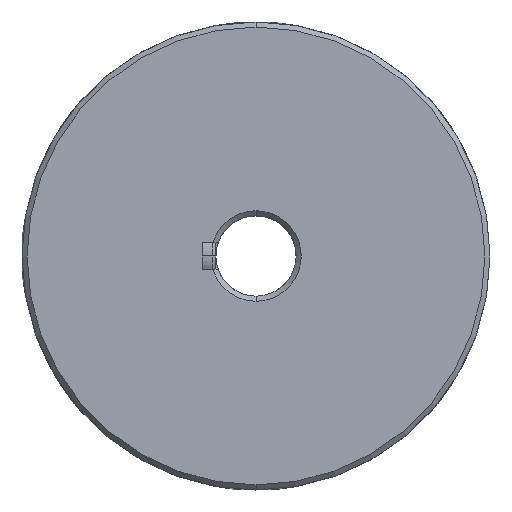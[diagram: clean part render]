
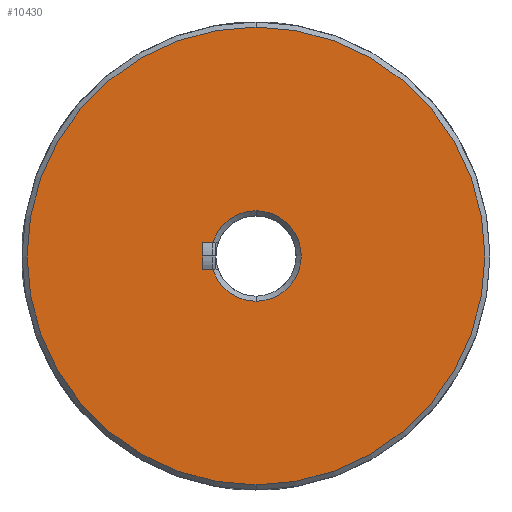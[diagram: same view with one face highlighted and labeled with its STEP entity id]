
A CAD part, left-side view. The second image highlights one B-rep face of the part: STEP entity #10430.
In plain terms, the highlighted planar face has unit normal (-1, 0, 0).
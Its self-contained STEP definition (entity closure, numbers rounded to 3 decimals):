
#226 = EDGE_LOOP ( 'NONE', ( #10747, #10748, #10749, #10750, #10751, #10752 ) ) ;
#228 = EDGE_LOOP ( 'NONE', ( #10753, #10754 ) ) ;
#455 = CARTESIAN_POINT ( 'NONE',  ( -25., 0., 3.381 ) ) ;
#456 = CARTESIAN_POINT ( 'NONE',  ( -25., 3.23, 1. ) ) ;
#458 = CARTESIAN_POINT ( 'NONE',  ( -25., 0., -3.381 ) ) ;
#459 = CARTESIAN_POINT ( 'NONE',  ( -25., 0., 17.119 ) ) ;
#460 = CARTESIAN_POINT ( 'NONE',  ( -25., 0., -17.119 ) ) ;
#2050 = AXIS2_PLACEMENT_3D ( 'NONE', #6277, #6278, #6279 ) ;
#2100 = AXIS2_PLACEMENT_3D ( 'NONE', #6509, #6512, #6513 ) ;
#2153 = AXIS2_PLACEMENT_3D ( 'NONE', #7168, #7173, #7174 ) ;
#2155 = AXIS2_PLACEMENT_3D ( 'NONE', #7180, #7182, #7183 ) ;
#4205 = CARTESIAN_POINT ( 'NONE',  ( -25., 4., -1. ) ) ;
#4206 = CARTESIAN_POINT ( 'NONE',  ( -25., 3.23, -1. ) ) ;
#4207 = CARTESIAN_POINT ( 'NONE',  ( -25., 4., 1. ) ) ;
#5774 = CIRCLE ( 'NONE', #2050, 3.381 ) ;
#5850 = FACE_BOUND ( 'NONE', #226, .T. ) ;
#5853 = FACE_OUTER_BOUND ( 'NONE', #228, .T. ) ;
#6011 = CIRCLE ( 'NONE', #2153, 3.381 ) ;
#6017 = CIRCLE ( 'NONE', #2155, 17.119 ) ;
#6083 = CIRCLE ( 'NONE', #7641, 3.381 ) ;
#6091 = LINE ( 'NONE', #7481, #6092 ) ;
#6092 = VECTOR ( 'NONE', #7482, 1000. ) ;
#6093 = LINE ( 'NONE', #7483, #6094 ) ;
#6094 = VECTOR ( 'NONE', #7484, 1000. ) ;
#6095 = LINE ( 'NONE', #7485, #6096 ) ;
#6096 = VECTOR ( 'NONE', #7486, 1000. ) ;
#6098 = CIRCLE ( 'NONE', #7640, 17.119 ) ;
#6277 = CARTESIAN_POINT ( 'NONE',  ( -25., 0., 0. ) ) ;
#6278 = DIRECTION ( 'NONE',  ( -1., 0., 0. ) ) ;
#6279 = DIRECTION ( 'NONE',  ( 0., 0., -1. ) ) ;
#6509 = CARTESIAN_POINT ( 'NONE',  ( -25., 0., 0. ) ) ;
#6510 = PLANE ( 'NONE',  #2100 ) ;
#6512 = DIRECTION ( 'NONE',  ( -1., 0., 0. ) ) ;
#6513 = DIRECTION ( 'NONE',  ( 0., 0., -1. ) ) ;
#7168 = CARTESIAN_POINT ( 'NONE',  ( -25., 0., 0. ) ) ;
#7173 = DIRECTION ( 'NONE',  ( -1., 0., 0. ) ) ;
#7174 = DIRECTION ( 'NONE',  ( 0., 0., -1. ) ) ;
#7180 = CARTESIAN_POINT ( 'NONE',  ( -25., 0., 0. ) ) ;
#7182 = DIRECTION ( 'NONE',  ( 1., 0., 0. ) ) ;
#7183 = DIRECTION ( 'NONE',  ( 0., 0., -1. ) ) ;
#7434 = CARTESIAN_POINT ( 'NONE',  ( -25., 0., 0. ) ) ;
#7442 = DIRECTION ( 'NONE',  ( -1., 0., 0. ) ) ;
#7443 = DIRECTION ( 'NONE',  ( 0., 0., -1. ) ) ;
#7460 = CARTESIAN_POINT ( 'NONE',  ( -25., 0., 0. ) ) ;
#7481 = CARTESIAN_POINT ( 'NONE',  ( -25., 2.828, 1. ) ) ;
#7482 = DIRECTION ( 'NONE',  ( 0., 1., 0. ) ) ;
#7483 = CARTESIAN_POINT ( 'NONE',  ( -25., 4., -1. ) ) ;
#7484 = DIRECTION ( 'NONE',  ( 0., 0., -1. ) ) ;
#7485 = CARTESIAN_POINT ( 'NONE',  ( -25., 4., -1. ) ) ;
#7486 = DIRECTION ( 'NONE',  ( 0., -1., 0. ) ) ;
#7487 = DIRECTION ( 'NONE',  ( 1., 0., 0. ) ) ;
#7488 = DIRECTION ( 'NONE',  ( 0., 0., -1. ) ) ;
#7640 = AXIS2_PLACEMENT_3D ( 'NONE', #7460, #7487, #7488 ) ;
#7641 = AXIS2_PLACEMENT_3D ( 'NONE', #7434, #7442, #7443 ) ;
#8454 = VERTEX_POINT ( 'NONE', #455 ) ;
#8455 = VERTEX_POINT ( 'NONE', #456 ) ;
#8457 = VERTEX_POINT ( 'NONE', #458 ) ;
#8458 = VERTEX_POINT ( 'NONE', #459 ) ;
#8459 = VERTEX_POINT ( 'NONE', #460 ) ;
#9062 = VERTEX_POINT ( 'NONE', #4205 ) ;
#9063 = VERTEX_POINT ( 'NONE', #4206 ) ;
#9064 = VERTEX_POINT ( 'NONE', #4207 ) ;
#10040 = EDGE_CURVE ( 'NONE', #8454, #8455, #5774, .T. ) ;
#10430 = ADVANCED_FACE ( 'NONE', ( #5850, #5853 ), #6510, .T. ) ;
#10747 = ORIENTED_EDGE ( 'NONE', *, *, #10937, .F. ) ;
#10748 = ORIENTED_EDGE ( 'NONE', *, *, #10936, .F. ) ;
#10749 = ORIENTED_EDGE ( 'NONE', *, *, #10935, .F. ) ;
#10750 = ORIENTED_EDGE ( 'NONE', *, *, #10040, .F. ) ;
#10751 = ORIENTED_EDGE ( 'NONE', *, *, #10862, .F. ) ;
#10752 = ORIENTED_EDGE ( 'NONE', *, *, #10927, .F. ) ;
#10753 = ORIENTED_EDGE ( 'NONE', *, *, #10866, .F. ) ;
#10754 = ORIENTED_EDGE ( 'NONE', *, *, #10938, .F. ) ;
#10862 = EDGE_CURVE ( 'NONE', #8457, #8454, #6011, .T. ) ;
#10866 = EDGE_CURVE ( 'NONE', #8458, #8459, #6017, .T. ) ;
#10927 = EDGE_CURVE ( 'NONE', #9063, #8457, #6083, .T. ) ;
#10935 = EDGE_CURVE ( 'NONE', #8455, #9064, #6091, .T. ) ;
#10936 = EDGE_CURVE ( 'NONE', #9064, #9062, #6093, .T. ) ;
#10937 = EDGE_CURVE ( 'NONE', #9062, #9063, #6095, .T. ) ;
#10938 = EDGE_CURVE ( 'NONE', #8459, #8458, #6098, .T. ) ;
